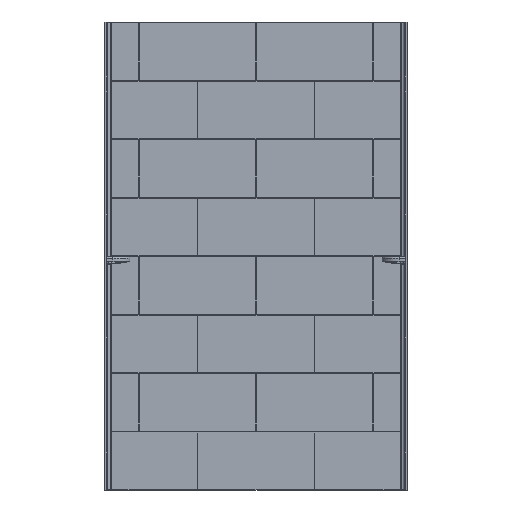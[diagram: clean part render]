
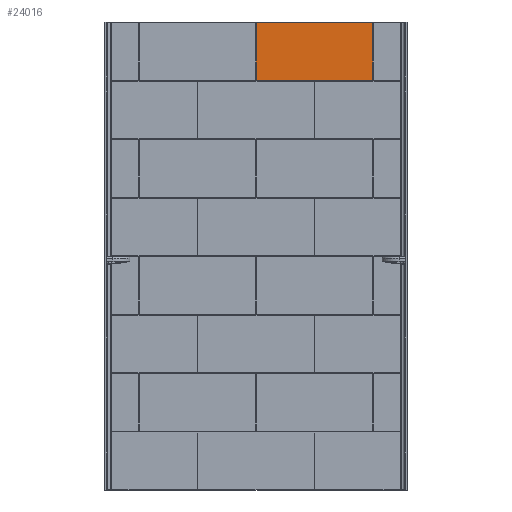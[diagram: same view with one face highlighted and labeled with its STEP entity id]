
A CAD part, top view. The second image highlights one B-rep face of the part: STEP entity #24016.
In plain terms, the highlighted planar face has unit normal (0, 0, 1).
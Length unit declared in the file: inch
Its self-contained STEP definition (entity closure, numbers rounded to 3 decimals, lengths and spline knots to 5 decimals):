
#164 = CARTESIAN_POINT ( 'NONE',  ( 36.09279, -0.08478, 0.1875 ) ) ;
#1332 = CARTESIAN_POINT ( 'NONE',  ( 36.08556, -0.09055, 0.1875 ) ) ;
#2111 = VERTEX_POINT ( 'NONE', #57788 ) ;
#2232 = EDGE_CURVE ( 'NONE', #12049, #47304, #25931, .T. ) ;
#3610 = CARTESIAN_POINT ( 'NONE',  ( 36.0945, -23.91522, 0.1875 ) ) ;
#4376 = CARTESIAN_POINT ( 'NONE',  ( 36.08664, -23.91124, 0.1875 ) ) ;
#4522 = VERTEX_POINT ( 'NONE', #37924 ) ;
#5982 = EDGE_CURVE ( 'NONE', #12049, #2111, #59329, .T. ) ;
#6454 = CARTESIAN_POINT ( 'NONE',  ( 36.08485, -0.09319, 0.1875 ) ) ;
#7241 = CARTESIAN_POINT ( 'NONE',  ( 36.08519, -0.09153, 0.1875 ) ) ;
#11547 = EDGE_CURVE ( 'NONE', #43721, #22266, #41217, .T. ) ;
#11713 = DIRECTION ( 'NONE',  ( 1., 0., 0. ) ) ;
#12049 = VERTEX_POINT ( 'NONE', #76674 ) ;
#12063 = ORIENTED_EDGE ( 'NONE', *, *, #11547, .T. ) ;
#13059 = ORIENTED_EDGE ( 'NONE', *, *, #62633, .F. ) ;
#15137 = CARTESIAN_POINT ( 'NONE',  ( 36.08478, -23.9055, 0.1875 ) ) ;
#15183 = LINE ( 'NONE', #74079, #38583 ) ;
#18862 = DIRECTION ( 'NONE',  ( 0., -1., 0. ) ) ;
#20113 = CARTESIAN_POINT ( 'NONE',  ( 36.09037, -23.91433, 0.1875 ) ) ;
#22266 = VERTEX_POINT ( 'NONE', #33799 ) ;
#22422 = CARTESIAN_POINT ( 'NONE',  ( 36.0881, -23.91282, 0.1875 ) ) ;
#24016 = ADVANCED_FACE ( 'NONE', ( #58822 ), #77271, .T. ) ;
#24128 = CARTESIAN_POINT ( 'NONE',  ( 36.0945, -0.08478, 0.1875 ) ) ;
#25691 = CARTESIAN_POINT ( 'NONE',  ( 36.08813, -0.08697, 0.1875 ) ) ;
#25931 = LINE ( 'NONE', #49081, #28544 ) ;
#26859 = EDGE_LOOP ( 'NONE', ( #44509, #62580, #12063, #13059, #32088, #67565 ) ) ;
#27569 = CARTESIAN_POINT ( 'NONE',  ( 36.09364, -23.91522, 0.1875 ) ) ;
#28334 = CARTESIAN_POINT ( 'NONE',  ( 36.08535, -23.90887, 0.1875 ) ) ;
#28544 = VECTOR ( 'NONE', #18862, 39.37008 ) ;
#28737 = EDGE_CURVE ( 'NONE', #4522, #2111, #15183, .T. ) ;
#30915 = CARTESIAN_POINT ( 'NONE',  ( 0., -23.91522, 0.1875 ) ) ;
#31685 = DIRECTION ( 'NONE',  ( 1., 0., 0. ) ) ;
#32088 = ORIENTED_EDGE ( 'NONE', *, *, #28737, .T. ) ;
#33799 = CARTESIAN_POINT ( 'NONE',  ( 47.96201, -23.91522, 0.1875 ) ) ;
#33835 = CARTESIAN_POINT ( 'NONE',  ( 36.08786, -23.9126, 0.1875 ) ) ;
#34222 = CARTESIAN_POINT ( 'NONE',  ( 36.0874, -23.91214, 0.1875 ) ) ;
#37088 = CARTESIAN_POINT ( 'NONE',  ( 36.09106, -0.08525, 0.1875 ) ) ;
#37924 = CARTESIAN_POINT ( 'NONE',  ( 47.96201, -0.08478, 0.1875 ) ) ;
#37984 = AXIS2_PLACEMENT_3D ( 'NONE', #76494, #64335, #11713 ) ;
#38583 = VECTOR ( 'NONE', #68203, 39.37008 ) ;
#39731 = CARTESIAN_POINT ( 'NONE',  ( 36.08567, -23.90964, 0.1875 ) ) ;
#40104 = CARTESIAN_POINT ( 'NONE',  ( 36.0849, -23.90723, 0.1875 ) ) ;
#41021 = CARTESIAN_POINT ( 'NONE',  ( 36.0945, -23.91522, 0.1875 ) ) ;
#41080 = VECTOR ( 'NONE', #68185, 39.37008 ) ;
#41217 = LINE ( 'NONE', #30915, #51664 ) ;
#43721 = VERTEX_POINT ( 'NONE', #41021 ) ;
#44509 = ORIENTED_EDGE ( 'NONE', *, *, #2232, .T. ) ;
#47304 = VERTEX_POINT ( 'NONE', #15137 ) ;
#49081 = CARTESIAN_POINT ( 'NONE',  ( 36.08478, 0., 0.1875 ) ) ;
#49939 = CARTESIAN_POINT ( 'NONE',  ( 36.09277, -23.9151, 0.1875 ) ) ;
#51664 = VECTOR ( 'NONE', #31685, 39.37008 ) ;
#52262 = EDGE_CURVE ( 'NONE', #43721, #47304, #70302, .T. ) ;
#52626 = CARTESIAN_POINT ( 'NONE',  ( 36.08876, -23.91336, 0.1875 ) ) ;
#53942 = CARTESIAN_POINT ( 'NONE',  ( 36.08478, -0.0945, 0.1875 ) ) ;
#56388 = CARTESIAN_POINT ( 'NONE',  ( 47.96201, 0., 0.1875 ) ) ;
#57788 = CARTESIAN_POINT ( 'NONE',  ( 36.0945, -0.08478, 0.1875 ) ) ;
#58166 = CARTESIAN_POINT ( 'NONE',  ( 36.08478, -23.90636, 0.1875 ) ) ;
#58822 = FACE_OUTER_BOUND ( 'NONE', #26859, .T. ) ;
#59329 = B_SPLINE_CURVE_WITH_KNOTS ( 'NONE', 3,
 ( #53942, #73192, #6454, #7241, #1332, #60635, #25691, #37088, #164, #24128 ),
 .UNSPECIFIED., .F., .F.,
 ( 4, 2, 2, 2, 4 ),
 ( 0., 0.12821, 0.33333, 0.66154, 1. ),
 .UNSPECIFIED. ) ;
#60635 = CARTESIAN_POINT ( 'NONE',  ( 36.08692, -0.08819, 0.1875 ) ) ;
#62580 = ORIENTED_EDGE ( 'NONE', *, *, #52262, .F. ) ;
#62633 = EDGE_CURVE ( 'NONE', #4522, #22266, #67793, .T. ) ;
#64335 = DIRECTION ( 'NONE',  ( 0., 0., 1. ) ) ;
#65188 = CARTESIAN_POINT ( 'NONE',  ( 36.08478, -23.9055, 0.1875 ) ) ;
#67565 = ORIENTED_EDGE ( 'NONE', *, *, #5982, .F. ) ;
#67793 = LINE ( 'NONE', #56388, #41080 ) ;
#68026 = CARTESIAN_POINT ( 'NONE',  ( 36.08919, -23.91366, 0.1875 ) ) ;
#68185 = DIRECTION ( 'NONE',  ( 0., -1., 0. ) ) ;
#68203 = DIRECTION ( 'NONE',  ( -1., 0., 0. ) ) ;
#69584 = CARTESIAN_POINT ( 'NONE',  ( 36.08718, -23.9119, 0.1875 ) ) ;
#69944 = CARTESIAN_POINT ( 'NONE',  ( 36.08635, -23.91081, 0.1875 ) ) ;
#70302 = B_SPLINE_CURVE_WITH_KNOTS ( 'NONE', 3,
 ( #3610, #27569, #49939, #73910, #20113, #68026, #52626, #22422, #33835, #34222, #69584, #4376, #69944, #39731, #28334, #40104, #58166, #65188 ),
 .UNSPECIFIED., .F., .F.,
 ( 4, 2, 2, 2, 2, 2, 2, 2, 4 ),
 ( 0., 0.16923, 0.33333, 0.4359, 0.5, 0.5641, 0.66667, 0.83077, 1. ),
 .UNSPECIFIED. ) ;
#73192 = CARTESIAN_POINT ( 'NONE',  ( 36.08478, -0.09385, 0.1875 ) ) ;
#73910 = CARTESIAN_POINT ( 'NONE',  ( 36.09114, -23.91465, 0.1875 ) ) ;
#74079 = CARTESIAN_POINT ( 'NONE',  ( 0., -0.08478, 0.1875 ) ) ;
#76494 = CARTESIAN_POINT ( 'NONE',  ( 0., 0., 0.1875 ) ) ;
#76674 = CARTESIAN_POINT ( 'NONE',  ( 36.08478, -0.0945, 0.1875 ) ) ;
#77271 = PLANE ( 'NONE',  #37984 ) ;
